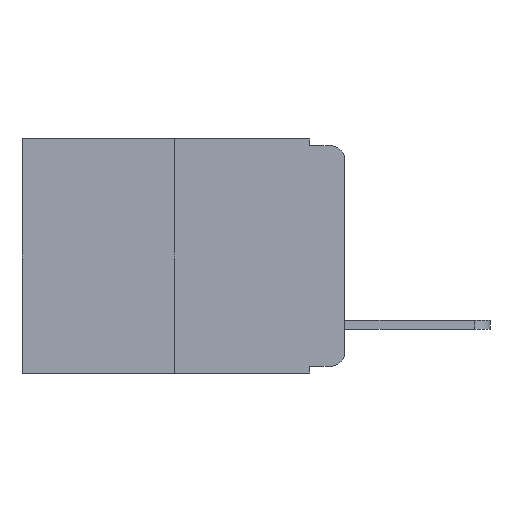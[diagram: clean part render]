
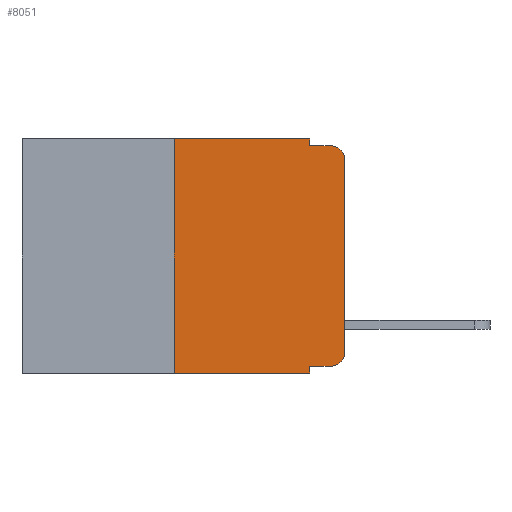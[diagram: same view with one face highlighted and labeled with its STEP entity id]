
A CAD part, left-side view. The second image highlights one B-rep face of the part: STEP entity #8051.
In plain terms, the highlighted planar face has unit normal (-1, 0, 0).
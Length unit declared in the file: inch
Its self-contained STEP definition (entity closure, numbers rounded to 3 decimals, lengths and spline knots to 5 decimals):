
#228 = DIRECTION ( 'NONE',  ( 0., -1., 0. ) ) ;
#302 = DIRECTION ( 'NONE',  ( 1., 0., 0. ) ) ;
#436 = CARTESIAN_POINT ( 'NONE',  ( 0., 0., -0.03 ) ) ;
#865 = VECTOR ( 'NONE', #6308, 39.37008 ) ;
#873 = EDGE_CURVE ( 'NONE', #11103, #6201, #15746, .T. ) ;
#1154 = CARTESIAN_POINT ( 'NONE',  ( 0., 0.25, 0. ) ) ;
#1357 = CARTESIAN_POINT ( 'NONE',  ( 0., 0., -0.313 ) ) ;
#1374 = VERTEX_POINT ( 'NONE', #2009 ) ;
#1555 = CARTESIAN_POINT ( 'NONE',  ( 0., 0.02, -0.01 ) ) ;
#1922 = EDGE_CURVE ( 'NONE', #3600, #11369, #15705, .T. ) ;
#2009 = CARTESIAN_POINT ( 'NONE',  ( 0., 0.02, -0.333 ) ) ;
#2056 = VECTOR ( 'NONE', #3362, 39.37008 ) ;
#2162 = CARTESIAN_POINT ( 'NONE',  ( 0., 0., 0. ) ) ;
#2545 = CARTESIAN_POINT ( 'NONE',  ( 0., 0.473, 0. ) ) ;
#2729 = CARTESIAN_POINT ( 'NONE',  ( 0., 0.25, -0.343 ) ) ;
#3240 = AXIS2_PLACEMENT_3D ( 'NONE', #10531, #6846, #15525 ) ;
#3362 = DIRECTION ( 'NONE',  ( 0., 0., 1. ) ) ;
#3525 = CARTESIAN_POINT ( 'NONE',  ( 0., 0.051, 0. ) ) ;
#3593 = CARTESIAN_POINT ( 'NONE',  ( 0., 0.02, -0.313 ) ) ;
#3600 = VERTEX_POINT ( 'NONE', #5315 ) ;
#3687 = PLANE ( 'NONE',  #12245 ) ;
#3860 = CARTESIAN_POINT ( 'NONE',  ( 0., 0.473, -0.343 ) ) ;
#3869 = VECTOR ( 'NONE', #16032, 39.37008 ) ;
#4238 = CARTESIAN_POINT ( 'NONE',  ( 0., 0.051, -0.343 ) ) ;
#4539 = AXIS2_PLACEMENT_3D ( 'NONE', #3593, #8601, #8655 ) ;
#4574 = VECTOR ( 'NONE', #14689, 39.37008 ) ;
#5082 = ORIENTED_EDGE ( 'NONE', *, *, #5959, .T. ) ;
#5090 = VERTEX_POINT ( 'NONE', #2729 ) ;
#5126 = LINE ( 'NONE', #14188, #9945 ) ;
#5315 = CARTESIAN_POINT ( 'NONE',  ( 0., 0.051, -0.333 ) ) ;
#5395 = CARTESIAN_POINT ( 'NONE',  ( 0., 0.051, 0. ) ) ;
#5959 = EDGE_CURVE ( 'NONE', #3600, #1374, #6162, .T. ) ;
#6162 = LINE ( 'NONE', #7032, #4574 ) ;
#6201 = VERTEX_POINT ( 'NONE', #3525 ) ;
#6308 = DIRECTION ( 'NONE',  ( 0., 0., 1. ) ) ;
#6552 = EDGE_LOOP ( 'NONE', ( #11112, #15793, #14286, #13927, #10853, #6966, #9102, #10927, #5082, #11965 ) ) ;
#6588 = EDGE_CURVE ( 'NONE', #7445, #8578, #9794, .T. ) ;
#6695 = DIRECTION ( 'NONE',  ( 0., 0., -1. ) ) ;
#6753 = DIRECTION ( 'NONE',  ( 0., -1., 0. ) ) ;
#6846 = DIRECTION ( 'NONE',  ( -1., 0., 0. ) ) ;
#6966 = ORIENTED_EDGE ( 'NONE', *, *, #11159, .F. ) ;
#7032 = CARTESIAN_POINT ( 'NONE',  ( 0., 0.051, -0.333 ) ) ;
#7445 = VERTEX_POINT ( 'NONE', #436 ) ;
#8051 = ADVANCED_FACE ( 'NONE', ( #8409 ), #3687, .F. ) ;
#8120 = LINE ( 'NONE', #12503, #865 ) ;
#8135 = VERTEX_POINT ( 'NONE', #9008 ) ;
#8409 = FACE_OUTER_BOUND ( 'NONE', #6552, .T. ) ;
#8578 = VERTEX_POINT ( 'NONE', #1555 ) ;
#8601 = DIRECTION ( 'NONE',  ( -1., 0., 0. ) ) ;
#8655 = DIRECTION ( 'NONE',  ( 0., 0., -1. ) ) ;
#8711 = VECTOR ( 'NONE', #9437, 39.37008 ) ;
#9008 = CARTESIAN_POINT ( 'NONE',  ( 0., 0.051, -0.01 ) ) ;
#9102 = ORIENTED_EDGE ( 'NONE', *, *, #13256, .T. ) ;
#9437 = DIRECTION ( 'NONE',  ( 0., 0., -1. ) ) ;
#9794 = CIRCLE ( 'NONE', #3240, 0.02 ) ;
#9945 = VECTOR ( 'NONE', #6753, 39.37008 ) ;
#10229 = VECTOR ( 'NONE', #228, 39.37008 ) ;
#10317 = EDGE_CURVE ( 'NONE', #1374, #12793, #14755, .T. ) ;
#10531 = CARTESIAN_POINT ( 'NONE',  ( 0., 0.02, -0.03 ) ) ;
#10853 = ORIENTED_EDGE ( 'NONE', *, *, #873, .F. ) ;
#10927 = ORIENTED_EDGE ( 'NONE', *, *, #1922, .F. ) ;
#11033 = LINE ( 'NONE', #2162, #2056 ) ;
#11103 = VERTEX_POINT ( 'NONE', #1154 ) ;
#11112 = ORIENTED_EDGE ( 'NONE', *, *, #11294, .T. ) ;
#11159 = EDGE_CURVE ( 'NONE', #5090, #11103, #8120, .T. ) ;
#11294 = EDGE_CURVE ( 'NONE', #12793, #7445, #11033, .T. ) ;
#11369 = VERTEX_POINT ( 'NONE', #4238 ) ;
#11394 = EDGE_CURVE ( 'NONE', #8135, #8578, #5126, .T. ) ;
#11596 = LINE ( 'NONE', #5395, #14118 ) ;
#11965 = ORIENTED_EDGE ( 'NONE', *, *, #10317, .T. ) ;
#12245 = AXIS2_PLACEMENT_3D ( 'NONE', #15344, #302, #14094 ) ;
#12503 = CARTESIAN_POINT ( 'NONE',  ( 0., 0.25, 0. ) ) ;
#12793 = VERTEX_POINT ( 'NONE', #1357 ) ;
#13256 = EDGE_CURVE ( 'NONE', #5090, #11369, #15687, .T. ) ;
#13353 = EDGE_CURVE ( 'NONE', #6201, #8135, #11596, .T. ) ;
#13927 = ORIENTED_EDGE ( 'NONE', *, *, #13353, .F. ) ;
#14094 = DIRECTION ( 'NONE',  ( 0., 0., -1. ) ) ;
#14118 = VECTOR ( 'NONE', #6695, 39.37008 ) ;
#14188 = CARTESIAN_POINT ( 'NONE',  ( 0., 0.051, -0.01 ) ) ;
#14269 = CARTESIAN_POINT ( 'NONE',  ( 0., 0.051, 0. ) ) ;
#14286 = ORIENTED_EDGE ( 'NONE', *, *, #11394, .F. ) ;
#14689 = DIRECTION ( 'NONE',  ( 0., -1., 0. ) ) ;
#14755 = CIRCLE ( 'NONE', #4539, 0.02 ) ;
#15344 = CARTESIAN_POINT ( 'NONE',  ( 0., 0.473, 0. ) ) ;
#15525 = DIRECTION ( 'NONE',  ( 0., 0., -1. ) ) ;
#15687 = LINE ( 'NONE', #3860, #10229 ) ;
#15705 = LINE ( 'NONE', #14269, #8711 ) ;
#15746 = LINE ( 'NONE', #2545, #3869 ) ;
#15793 = ORIENTED_EDGE ( 'NONE', *, *, #6588, .T. ) ;
#16032 = DIRECTION ( 'NONE',  ( 0., -1., 0. ) ) ;
